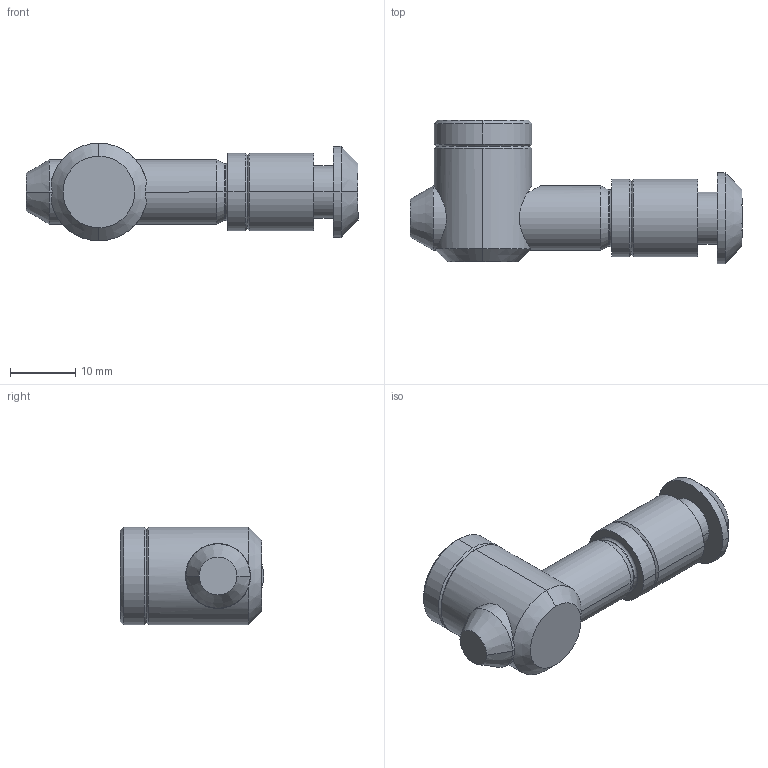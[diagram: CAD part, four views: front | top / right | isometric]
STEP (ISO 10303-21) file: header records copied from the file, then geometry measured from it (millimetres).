
FILE_DESCRIPTION (( 'STEP AP214' ), '1' );
FILE_NAME ('1.21.3F0.STEP', '2024-10-04T18:22:26', ( '' ), ( '' ), 'SwSTEP 2.0', 'SolidWorks 2024', '' );
FILE_SCHEMA (( 'AUTOMOTIVE_DESIGN' ));
Length unit declared in the file: millimetre
Products named in the file (1): 1.21.3F0
Bounding box: 51 x 22 x 15 mm (x, y, z)
Volume: 6655.5 mm3; surface area: 3776.8 mm2
Topology: 2 solids, 2 shells, 67 faces, 152 edges, 88 vertices
Faces by surface type: cone 26, cylinder 18, plane 17, torus 6
Entity records: 2168 total; most frequent: CARTESIAN_POINT 638, DIRECTION 332, ORIENTED_EDGE 296, EDGE_CURVE 148, AXIS2_PLACEMENT_3D 132, VERTEX_POINT 88, EDGE_LOOP 72, VECTOR 68
